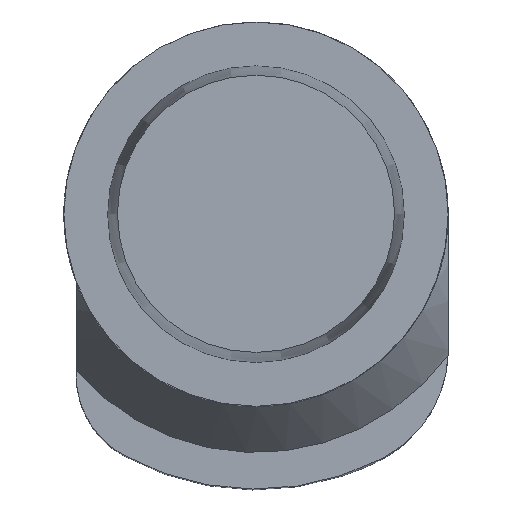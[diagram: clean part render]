
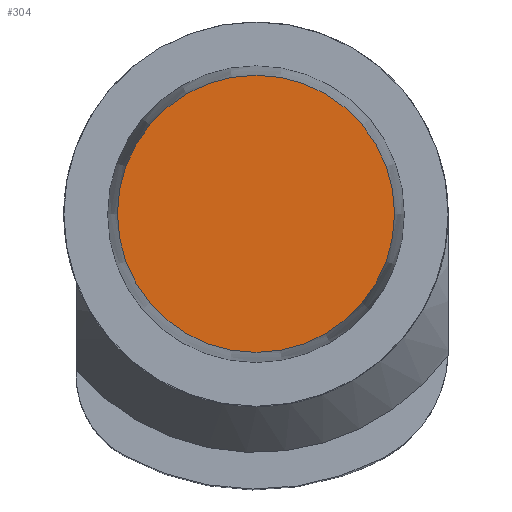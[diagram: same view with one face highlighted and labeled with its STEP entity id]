
A CAD part, top view. The second image highlights one B-rep face of the part: STEP entity #304.
In plain terms, the highlighted planar face has unit normal (0, 0, 1).
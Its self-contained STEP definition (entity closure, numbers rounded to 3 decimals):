
#304=ADVANCED_FACE('240[2]',(#889),#890,.T.);
#561=EDGE_CURVE('240[2]',#1258,#1258,#1259,.T.);
#889=FACE_OUTER_BOUND('',#1674,.T.);
#890=PLANE('',#1675);
#1258=VERTEX_POINT('',#2329);
#1259=CIRCLE('',#2330,22.715);
#1674=EDGE_LOOP('',(#2951));
#1675=AXIS2_PLACEMENT_3D('',#2952,#2953,#2954);
#2329=CARTESIAN_POINT('',(22.715,0.,32.0));
#2330=AXIS2_PLACEMENT_3D('',#3392,#3393,#3394);
#2951=ORIENTED_EDGE('',*,*,#561,.F.);
#2952=CARTESIAN_POINT('',(11.357,0.,32.0));
#2953=DIRECTION('',(0.,0.,1.0));
#2954=DIRECTION('',(1.0,0.,0.0));
#3392=CARTESIAN_POINT('',(0.,0.,32.0));
#3393=DIRECTION('',(0.,0.,-1.0));
#3394=DIRECTION('',(1.0,0.,0.));
